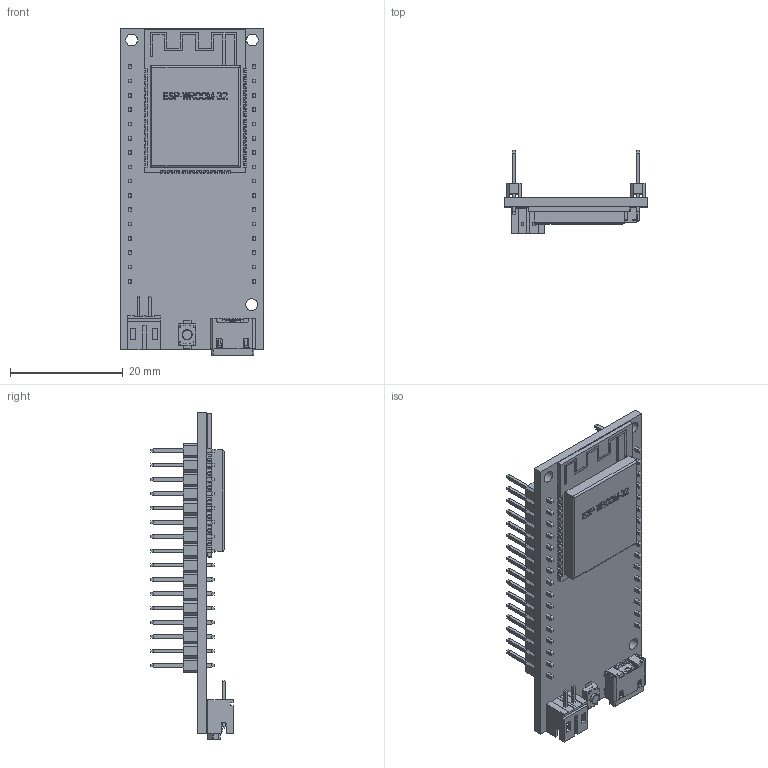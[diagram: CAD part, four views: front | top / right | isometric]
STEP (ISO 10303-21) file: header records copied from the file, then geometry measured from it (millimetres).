
FILE_DESCRIPTION(/* description */ (''),/* implementation_level */ '2;1');
FILE_NAME(/* name */ 'abe367be-9b91-4f5b-94ac-15620cbac5e0.stp',/* time_stamp */ '2020-03-25T20:27:19+00:00',/* author */ (''),/* organization */ (''),/* preprocessor_version */ 'ST-DEVELOPER v18',/* originating_system */ 'Autodesk Translation Framework v8.12.0.6',/* authorisation */ '');
FILE_SCHEMA (('AUTOMOTIVE_DESIGN { 1 0 10303 214 3 1 1 }'));
Products named in the file (15): Wemos Lolin D32; Würth 629105150521 Micro USB Connector Right Amgle Receptacle; Würth 629105150521 Micro USB (Housing); Würth 629105150521 Micro USB (Inner Shield); Würth 629105150521 Micro USB (Outer Shield); Würth 629105150521 Micro USB ( Contact 1,2,4,5); Würth 629105150521 Micro USB ( Contact 3); B2B-PH-K-S; 2.54 mm DUPONT MALE PIN HEADER, CONFIGURABLE, 1X16; 2.54 mm DUPONT MALE PIN HEADER, CONFIGURABLE, 1X16_1; BASE, 2; PIN, 2; KiCAD-ESP-WROOM-32; ESP-WROOM-32; 3x4x2 tact button
Assembly tree (49 placements, depth 3):
  Wemos Lolin D32
    Würth 629105150521 Micro USB Connector Right Amgle Receptacle
      Würth 629105150521 Micro USB (Housing)
      Würth 629105150521 Micro USB (Inner Shield)
      Würth 629105150521 Micro USB (Outer Shield)
      Würth 629105150521 Micro USB ( Contact 1,2,4,5)  x4
      Würth 629105150521 Micro USB ( Contact 3)
    B2B-PH-K-S
    2.54 mm DUPONT MALE PIN HEADER, CONFIGURABLE, 1X16
      BASE, 2
      PIN, 2  x16
    2.54 mm DUPONT MALE PIN HEADER, CONFIGURABLE, 1X16_1
      BASE, 2
      PIN, 2  x16
    KiCAD-ESP-WROOM-32
      ESP-WROOM-32
    3x4x2 tact button
Bounding box: 25.4 x 14.65 x 57.98 mm (x, y, z)
Volume: 3999.3 mm3; surface area: 7201.3 mm2
Topology: 50 solids, 50 shells, 2565 faces, 6930 edges, 4457 vertices
Faces by surface type: plane 2274, cylinder 248, torus 16, cone 15, bspline 12
Full cylindrical faces by diameter (mm): 0.6 x2, 1.8 x1, 2.1 x3
Entity records: 63326 total; most frequent: CARTESIAN_POINT 11736, ORIENTED_EDGE 10822, DIRECTION 9774, EDGE_CURVE 5411, LINE 4872, VECTOR 4872, VERTEX_POINT 3527, AXIS2_PLACEMENT_3D 2451
